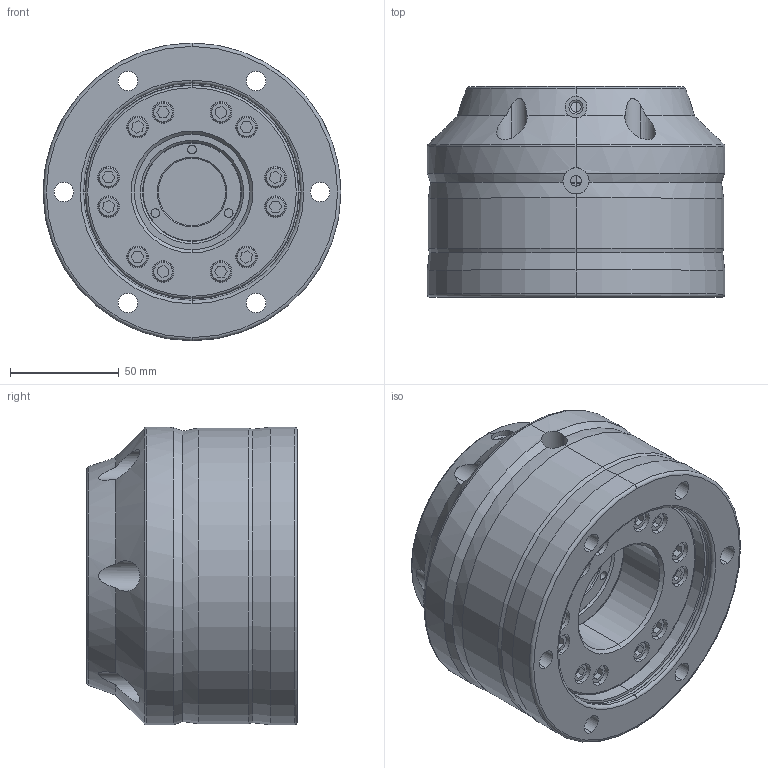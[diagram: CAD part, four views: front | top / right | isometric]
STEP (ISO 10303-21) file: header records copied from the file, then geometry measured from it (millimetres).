
FILE_DESCRIPTION (( 'STEP AP214' ), '1' );
FILE_NAME ('JPCA-42.STEP', '2020-06-23T06:20:37', ( 'Microsoft' ), ( 'Microsoft' ), 'SwSTEP 2.0', 'SolidWorks 2016', '' );
FILE_SCHEMA (( 'AUTOMOTIVE_DESIGN' ));
Length unit declared in the file: millimetre
Products named in the file (1): JPCA-42
Bounding box: 137 x 97 x 137 mm (x, y, z)
Volume: 962822.5 mm3; surface area: 110356.9 mm2
Topology: 1 solids, 1 shells, 350 faces, 797 edges, 502 vertices
Faces by surface type: plane 137, cylinder 124, cone 67, torus 22
Entity records: 13780 total; most frequent: CARTESIAN_POINT 2497, DIRECTION 1793, ORIENTED_EDGE 1594, EDGE_CURVE 797, AXIS2_PLACEMENT_3D 693, VERTEX_POINT 502, EDGE_LOOP 419, LINE 407
